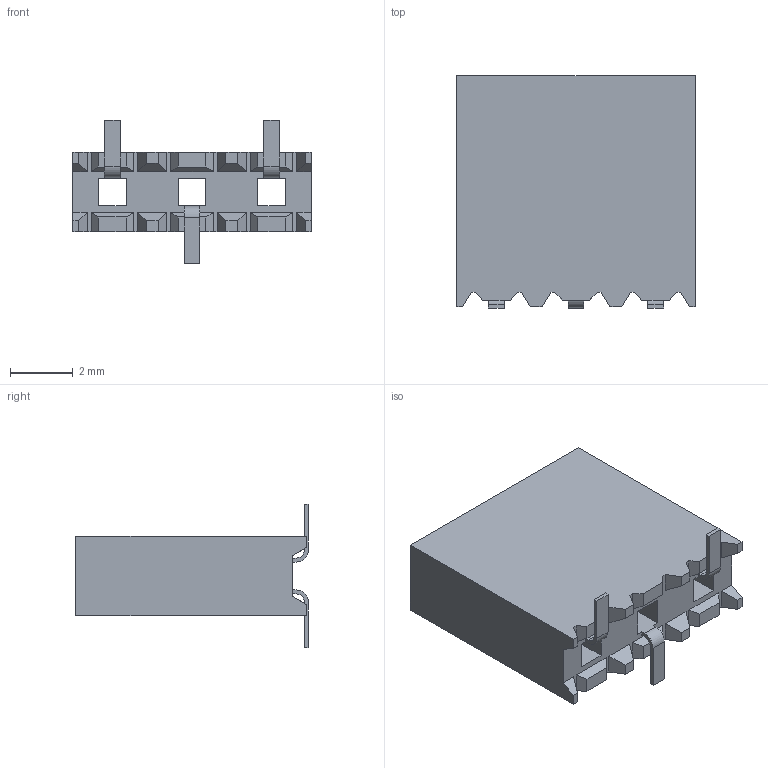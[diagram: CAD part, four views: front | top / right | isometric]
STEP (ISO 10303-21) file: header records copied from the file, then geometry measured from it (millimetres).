
FILE_DESCRIPTION (( 'STEP AP203' ), '1' );
FILE_NAME ('SSM-103-X-SV.step', '2013-09-17T15:30:04', ( 'Test' ), ( 'SAMTEC' ), 'SwSTEP 2.0', 'SolidWorks 2012', '' );
FILE_SCHEMA (( 'CONFIG_CONTROL_DESIGN' ));
Length unit declared in the file: inch
Products named in the file (1): SSM-103-X-SV
Bounding box: 7.62 x 7.42 x 4.57 mm (x, y, z)
Volume: 117 mm3; surface area: 275.5 mm2
Topology: 1 solids, 1 shells, 116 faces, 324 edges, 212 vertices
Faces by surface type: plane 110, cylinder 6
Entity records: 3735 total; most frequent: CARTESIAN_POINT 653, ORIENTED_EDGE 648, DIRECTION 570, EDGE_CURVE 324, VECTOR 312, LINE 312, VERTEX_POINT 212, AXIS2_PLACEMENT_3D 129
